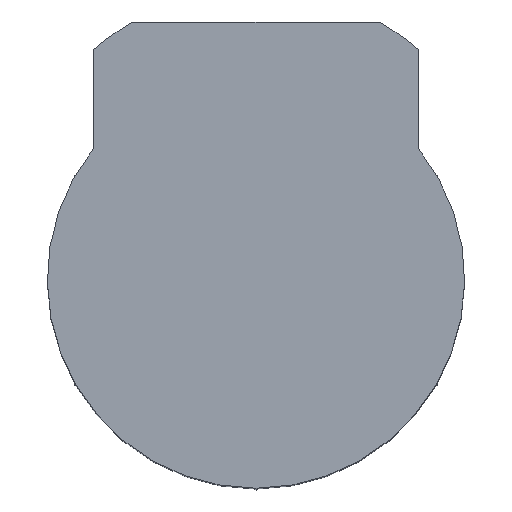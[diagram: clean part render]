
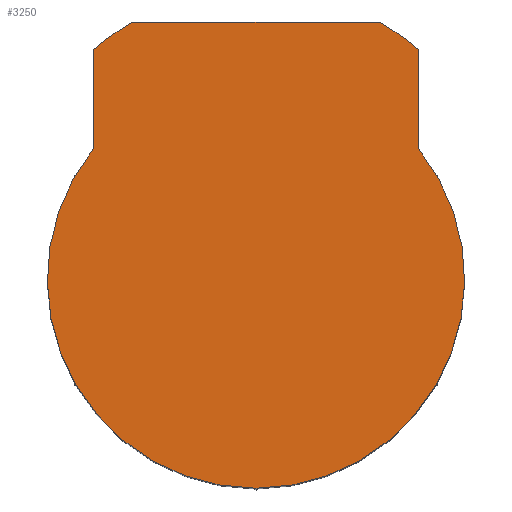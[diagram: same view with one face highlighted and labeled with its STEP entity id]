
A CAD part, top view. The second image highlights one B-rep face of the part: STEP entity #3250.
In plain terms, the highlighted planar face has unit normal (0, 0, 1).
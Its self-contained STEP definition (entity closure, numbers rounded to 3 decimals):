
#406=CARTESIAN_POINT('',(0.,0.,4.6));
#407=DIRECTION('',(0.,0.,-1.));
#408=DIRECTION('',(0.779,0.627,0.));
#409=AXIS2_PLACEMENT_3D('',#406,#407,#408);
#411=DIRECTION('',(0.,1.,0.));
#412=VECTOR('',#411,6.08);
#413=CARTESIAN_POINT('',(-9.975,8.021,4.6));
#414=LINE('',#413,#412);
#415=CARTESIAN_POINT('',(0.,2.5,4.6));
#416=DIRECTION('',(0.,0.,-1.));
#417=DIRECTION('',(-0.652,0.758,0.));
#418=AXIS2_PLACEMENT_3D('',#415,#416,#417);
#420=DIRECTION('',(1.,0.,0.));
#421=VECTOR('',#420,15.126);
#422=CARTESIAN_POINT('',(-7.563,15.8,4.6));
#423=LINE('',#422,#421);
#424=CARTESIAN_POINT('',(0.,2.5,4.6));
#425=DIRECTION('',(0.,0.,-1.));
#426=DIRECTION('',(0.494,0.869,0.));
#427=AXIS2_PLACEMENT_3D('',#424,#425,#426);
#429=DIRECTION('',(0.,-1.,0.));
#430=VECTOR('',#429,6.08);
#431=CARTESIAN_POINT('',(9.975,14.101,4.6));
#432=LINE('',#431,#430);
#2391=CARTESIAN_POINT('',(9.975,8.021,4.6));
#2392=VERTEX_POINT('',#2391);
#2393=CARTESIAN_POINT('',(-9.975,8.021,4.6));
#2394=VERTEX_POINT('',#2393);
#2395=CARTESIAN_POINT('',(-9.975,14.101,4.6));
#2396=VERTEX_POINT('',#2395);
#2397=CARTESIAN_POINT('',(-7.563,15.8,4.6));
#2398=VERTEX_POINT('',#2397);
#2399=CARTESIAN_POINT('',(7.563,15.8,4.6));
#2400=VERTEX_POINT('',#2399);
#2401=CARTESIAN_POINT('',(9.975,14.101,4.6));
#2402=VERTEX_POINT('',#2401);
#3232=CARTESIAN_POINT('',(0.,0.,4.6));
#3233=DIRECTION('',(0.,0.,1.));
#3234=DIRECTION('',(0.,1.,0.));
#3235=AXIS2_PLACEMENT_3D('',#3232,#3233,#3234);
#3236=PLANE('',#3235);
#3237=ORIENTED_EDGE('',*,*,#3221,.T.);
#3239=ORIENTED_EDGE('',*,*,#3238,.T.);
#3241=ORIENTED_EDGE('',*,*,#3240,.T.);
#3243=ORIENTED_EDGE('',*,*,#3242,.T.);
#3245=ORIENTED_EDGE('',*,*,#3244,.T.);
#3247=ORIENTED_EDGE('',*,*,#3246,.T.);
#3248=EDGE_LOOP('',(#3237,#3239,#3241,#3243,#3245,#3247));
#3249=FACE_OUTER_BOUND('',#3248,.F.);
#3250=ADVANCED_FACE('',(#3249),#3236,.T.);
#410=CIRCLE('',#409,12.8);
#419=CIRCLE('',#418,15.3);
#428=CIRCLE('',#427,15.3);
#3221=EDGE_CURVE('',#2392,#2394,#410,.T.);
#3238=EDGE_CURVE('',#2394,#2396,#414,.T.);
#3240=EDGE_CURVE('',#2396,#2398,#419,.T.);
#3242=EDGE_CURVE('',#2398,#2400,#423,.T.);
#3244=EDGE_CURVE('',#2400,#2402,#428,.T.);
#3246=EDGE_CURVE('',#2402,#2392,#432,.T.);
